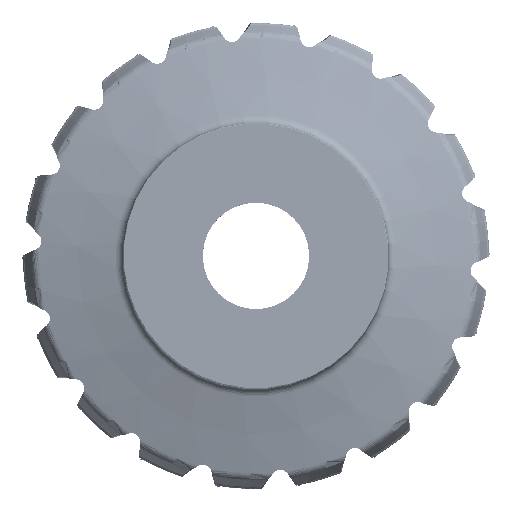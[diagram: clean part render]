
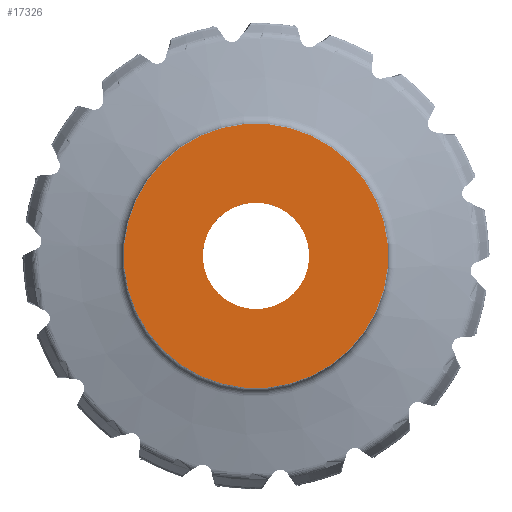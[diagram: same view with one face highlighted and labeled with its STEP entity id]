
A CAD part, top view. The second image highlights one B-rep face of the part: STEP entity #17326.
In plain terms, the highlighted planar face has unit normal (0, 0, 1).
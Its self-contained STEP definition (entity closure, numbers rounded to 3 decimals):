
#5704=FACE_BOUND('',#34219,.T.);
#5705=FACE_BOUND('',#34220,.T.);
#17326=ADVANCED_FACE('CU_BACK_F001',(#5704,#5705),#18845,.T.);
#18845=PLANE('',#138189);
#34219=EDGE_LOOP('',(#82490));
#34220=EDGE_LOOP('',(#82491));
#39797=CIRCLE('',#125796,30.008);
#45211=CIRCLE('',#138183,74.6);
#82490=ORIENTED_EDGE('',*,*,#112925,.T.);
#82491=ORIENTED_EDGE('',*,*,#96431,.F.);
#84452=VERTEX_POINT('',#183669);
#94161=VERTEX_POINT('',#286523);
#96431=EDGE_CURVE('',#84452,#84452,#39797,.T.);
#112925=EDGE_CURVE('',#94161,#94161,#45211,.T.);
#125796=AXIS2_PLACEMENT_3D('',#183668,#141500,#141501);
#138183=AXIS2_PLACEMENT_3D('',#286522,#171438,#171439);
#138189=AXIS2_PLACEMENT_3D('',#286529,#171450,#171451);
#141500=DIRECTION('',(0.,0.,1.));
#141501=DIRECTION('',(0.966,0.259,0.));
#171438=DIRECTION('',(0.,0.,1.));
#171439=DIRECTION('',(0.966,0.259,0.));
#171450=DIRECTION('',(0.,0.,1.));
#171451=DIRECTION('',(0.966,0.259,0.));
#183668=CARTESIAN_POINT('',(0.,0.,
0.));
#183669=CARTESIAN_POINT('',(28.985,7.767,0.));
#286522=CARTESIAN_POINT('',(0.,0.,
0.));
#286523=CARTESIAN_POINT('',(72.058,19.308,0.));
#286529=CARTESIAN_POINT('',(-33.008,0.,0.));
